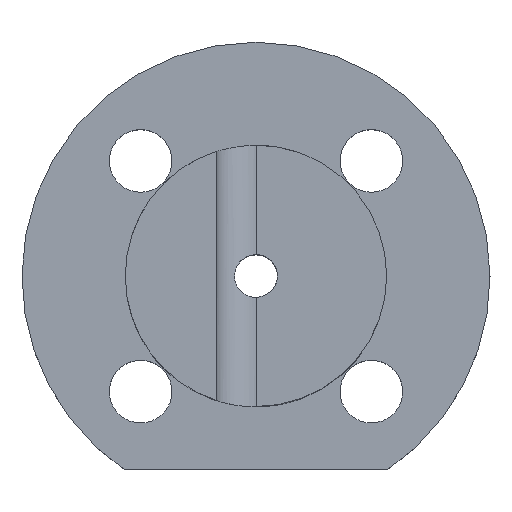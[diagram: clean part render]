
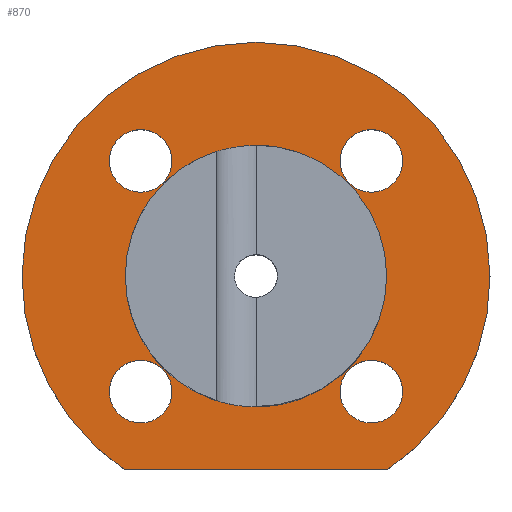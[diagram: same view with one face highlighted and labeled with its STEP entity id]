
A CAD part, top view. The second image highlights one B-rep face of the part: STEP entity #870.
In plain terms, the highlighted planar face has unit normal (0, 0, 1).
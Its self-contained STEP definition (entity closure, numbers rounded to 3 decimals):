
#2 = DIRECTION ( 'NONE',  ( 0., 0., -1. ) ) ;
#4 = CARTESIAN_POINT ( 'NONE',  ( 0., 0., 5. ) ) ;
#6 = DIRECTION ( 'NONE',  ( 1., 0., 0. ) ) ;
#18 = EDGE_LOOP ( 'NONE', ( #630, #711 ) ) ;
#19 = CARTESIAN_POINT ( 'NONE',  ( -22.251, -17.501, 5. ) ) ;
#25 = ORIENTED_EDGE ( 'NONE', *, *, #1019, .F. ) ;
#26 = DIRECTION ( 'NONE',  ( 1., 0., 0. ) ) ;
#33 = CARTESIAN_POINT ( 'NONE',  ( -20., -29.33, 5. ) ) ;
#43 = VERTEX_POINT ( 'NONE', #298 ) ;
#65 = CIRCLE ( 'NONE', #687, 4.75 ) ;
#67 = DIRECTION ( 'NONE',  ( 0., 0., 1. ) ) ;
#69 = DIRECTION ( 'NONE',  ( 0., 0., 1. ) ) ;
#74 = DIRECTION ( 'NONE',  ( 0., 0., -1. ) ) ;
#92 = CIRCLE ( 'NONE', #904, 4.75 ) ;
#93 = DIRECTION ( 'NONE',  ( 0., 0., 1. ) ) ;
#95 = VERTEX_POINT ( 'NONE', #462 ) ;
#105 = DIRECTION ( 'NONE',  ( 1., 0., 0. ) ) ;
#106 = CIRCLE ( 'NONE', #1035, 35.5 ) ;
#107 = ORIENTED_EDGE ( 'NONE', *, *, #241, .T. ) ;
#112 = CARTESIAN_POINT ( 'NONE',  ( 17.501, 17.501, 5. ) ) ;
#137 = EDGE_CURVE ( 'NONE', #43, #967, #727, .T. ) ;
#163 = FACE_BOUND ( 'NONE', #656, .T. ) ;
#170 = CARTESIAN_POINT ( 'NONE',  ( 0., 0., 5. ) ) ;
#182 = ORIENTED_EDGE ( 'NONE', *, *, #358, .T. ) ;
#191 = CARTESIAN_POINT ( 'NONE',  ( 22.251, 17.501, 5. ) ) ;
#200 = EDGE_CURVE ( 'NONE', #582, #930, #65, .T. ) ;
#206 = CARTESIAN_POINT ( 'NONE',  ( 0., 0., 5. ) ) ;
#213 = VERTEX_POINT ( 'NONE', #350 ) ;
#229 = VERTEX_POINT ( 'NONE', #842 ) ;
#230 = DIRECTION ( 'NONE',  ( 0., 0., -1. ) ) ;
#241 = EDGE_CURVE ( 'NONE', #95, #229, #106, .T. ) ;
#255 = CARTESIAN_POINT ( 'NONE',  ( 0., 0., 5. ) ) ;
#259 = AXIS2_PLACEMENT_3D ( 'NONE', #112, #788, #26 ) ;
#260 = CARTESIAN_POINT ( 'NONE',  ( 17.501, -17.501, 5. ) ) ;
#285 = VERTEX_POINT ( 'NONE', #191 ) ;
#292 = CARTESIAN_POINT ( 'NONE',  ( -12.751, -17.501, 5. ) ) ;
#298 = CARTESIAN_POINT ( 'NONE',  ( 22.251, -17.501, 5. ) ) ;
#311 = CARTESIAN_POINT ( 'NONE',  ( 17.501, 17.501, 5. ) ) ;
#320 = AXIS2_PLACEMENT_3D ( 'NONE', #170, #69, #505 ) ;
#330 = AXIS2_PLACEMENT_3D ( 'NONE', #4, #67, #654 ) ;
#347 = EDGE_LOOP ( 'NONE', ( #1089, #107, #182, #763 ) ) ;
#348 = CARTESIAN_POINT ( 'NONE',  ( -17.501, -17.501, 5. ) ) ;
#350 = CARTESIAN_POINT ( 'NONE',  ( 19.825, 0., 5. ) ) ;
#356 = VERTEX_POINT ( 'NONE', #550 ) ;
#358 = EDGE_CURVE ( 'NONE', #229, #356, #863, .T. ) ;
#376 = DIRECTION ( 'NONE',  ( 1., 0., 0. ) ) ;
#383 = CIRCLE ( 'NONE', #925, 4.75 ) ;
#386 = VERTEX_POINT ( 'NONE', #1044 ) ;
#399 = ORIENTED_EDGE ( 'NONE', *, *, #1087, .T. ) ;
#405 = ORIENTED_EDGE ( 'NONE', *, *, #815, .T. ) ;
#414 = CARTESIAN_POINT ( 'NONE',  ( -17.501, 17.501, 5. ) ) ;
#424 = CIRCLE ( 'NONE', #710, 4.75 ) ;
#430 = CIRCLE ( 'NONE', #816, 4.75 ) ;
#433 = VERTEX_POINT ( 'NONE', #668 ) ;
#434 = FACE_BOUND ( 'NONE', #548, .T. ) ;
#462 = CARTESIAN_POINT ( 'NONE',  ( 20., -29.33, 5. ) ) ;
#477 = DIRECTION ( 'NONE',  ( 1., 0., 0. ) ) ;
#489 = AXIS2_PLACEMENT_3D ( 'NONE', #414, #591, #598 ) ;
#490 = ORIENTED_EDGE ( 'NONE', *, *, #137, .T. ) ;
#501 = DIRECTION ( 'NONE',  ( 1., 0., 0. ) ) ;
#505 = DIRECTION ( 'NONE',  ( 1., 0., 0. ) ) ;
#521 = VECTOR ( 'NONE', #974, 1000. ) ;
#524 = CIRCLE ( 'NONE', #330, 19.825 ) ;
#532 = EDGE_LOOP ( 'NONE', ( #705, #405 ) ) ;
#537 = VERTEX_POINT ( 'NONE', #33 ) ;
#545 = AXIS2_PLACEMENT_3D ( 'NONE', #1049, #658, #797 ) ;
#548 = EDGE_LOOP ( 'NONE', ( #912, #25 ) ) ;
#550 = CARTESIAN_POINT ( 'NONE',  ( -35.5, 0., 5. ) ) ;
#565 = AXIS2_PLACEMENT_3D ( 'NONE', #255, #680, #1011 ) ;
#579 = CIRCLE ( 'NONE', #259, 4.75 ) ;
#582 = VERTEX_POINT ( 'NONE', #19 ) ;
#589 = CARTESIAN_POINT ( 'NONE',  ( -17.501, -17.501, 5. ) ) ;
#591 = DIRECTION ( 'NONE',  ( 0., 0., -1. ) ) ;
#598 = DIRECTION ( 'NONE',  ( 1., 0., 0. ) ) ;
#604 = FACE_BOUND ( 'NONE', #1036, .T. ) ;
#611 = CARTESIAN_POINT ( 'NONE',  ( -17.501, 17.501, 5. ) ) ;
#622 = EDGE_CURVE ( 'NONE', #865, #213, #908, .T. ) ;
#630 = ORIENTED_EDGE ( 'NONE', *, *, #748, .T. ) ;
#642 = LINE ( 'NONE', #1063, #521 ) ;
#644 = EDGE_CURVE ( 'NONE', #95, #537, #642, .T. ) ;
#654 = DIRECTION ( 'NONE',  ( 1., 0., 0. ) ) ;
#656 = EDGE_LOOP ( 'NONE', ( #733, #490 ) ) ;
#658 = DIRECTION ( 'NONE',  ( 0., 0., -1. ) ) ;
#668 = CARTESIAN_POINT ( 'NONE',  ( 12.751, 17.501, 5. ) ) ;
#674 = FACE_BOUND ( 'NONE', #18, .T. ) ;
#680 = DIRECTION ( 'NONE',  ( 0., 0., 1. ) ) ;
#687 = AXIS2_PLACEMENT_3D ( 'NONE', #589, #2, #501 ) ;
#693 = VERTEX_POINT ( 'NONE', #1058 ) ;
#702 = CIRCLE ( 'NONE', #489, 4.75 ) ;
#705 = ORIENTED_EDGE ( 'NONE', *, *, #200, .T. ) ;
#706 = CARTESIAN_POINT ( 'NONE',  ( 12.751, -17.501, 5. ) ) ;
#708 = AXIS2_PLACEMENT_3D ( 'NONE', #206, #871, #376 ) ;
#710 = AXIS2_PLACEMENT_3D ( 'NONE', #348, #74, #6 ) ;
#711 = ORIENTED_EDGE ( 'NONE', *, *, #957, .T. ) ;
#724 = DIRECTION ( 'NONE',  ( 1., 0., 0. ) ) ;
#727 = CIRCLE ( 'NONE', #545, 4.75 ) ;
#733 = ORIENTED_EDGE ( 'NONE', *, *, #1061, .T. ) ;
#748 = EDGE_CURVE ( 'NONE', #433, #285, #92, .T. ) ;
#761 = DIRECTION ( 'NONE',  ( 1., 0., 0. ) ) ;
#763 = ORIENTED_EDGE ( 'NONE', *, *, #798, .T. ) ;
#770 = ORIENTED_EDGE ( 'NONE', *, *, #910, .T. ) ;
#788 = DIRECTION ( 'NONE',  ( 0., 0., -1. ) ) ;
#797 = DIRECTION ( 'NONE',  ( 1., 0., 0. ) ) ;
#798 = EDGE_CURVE ( 'NONE', #356, #537, #985, .T. ) ;
#810 = DIRECTION ( 'NONE',  ( 0., 0., 1. ) ) ;
#815 = EDGE_CURVE ( 'NONE', #930, #582, #424, .T. ) ;
#816 = AXIS2_PLACEMENT_3D ( 'NONE', #611, #862, #1023 ) ;
#829 = PLANE ( 'NONE',  #320 ) ;
#842 = CARTESIAN_POINT ( 'NONE',  ( 35.5, 0., 5. ) ) ;
#849 = CARTESIAN_POINT ( 'NONE',  ( 0., 0., 5. ) ) ;
#862 = DIRECTION ( 'NONE',  ( 0., 0., -1. ) ) ;
#863 = CIRCLE ( 'NONE', #708, 35.5 ) ;
#865 = VERTEX_POINT ( 'NONE', #918 ) ;
#870 = ADVANCED_FACE ( 'NONE', ( #604, #674, #163, #922, #927, #434 ), #829, .T. ) ;
#871 = DIRECTION ( 'NONE',  ( 0., 0., 1. ) ) ;
#888 = CARTESIAN_POINT ( 'NONE',  ( 0., 0., 5. ) ) ;
#904 = AXIS2_PLACEMENT_3D ( 'NONE', #311, #230, #477 ) ;
#908 = CIRCLE ( 'NONE', #959, 19.825 ) ;
#910 = EDGE_CURVE ( 'NONE', #693, #386, #430, .T. ) ;
#912 = ORIENTED_EDGE ( 'NONE', *, *, #622, .F. ) ;
#918 = CARTESIAN_POINT ( 'NONE',  ( -19.825, 0., 5. ) ) ;
#922 = FACE_BOUND ( 'NONE', #532, .T. ) ;
#925 = AXIS2_PLACEMENT_3D ( 'NONE', #260, #1076, #761 ) ;
#927 = FACE_OUTER_BOUND ( 'NONE', #347, .T. ) ;
#930 = VERTEX_POINT ( 'NONE', #292 ) ;
#957 = EDGE_CURVE ( 'NONE', #285, #433, #579, .T. ) ;
#959 = AXIS2_PLACEMENT_3D ( 'NONE', #888, #810, #724 ) ;
#967 = VERTEX_POINT ( 'NONE', #706 ) ;
#974 = DIRECTION ( 'NONE',  ( -1., 0., 0. ) ) ;
#985 = CIRCLE ( 'NONE', #565, 35.5 ) ;
#1011 = DIRECTION ( 'NONE',  ( 1., 0., 0. ) ) ;
#1019 = EDGE_CURVE ( 'NONE', #213, #865, #524, .T. ) ;
#1023 = DIRECTION ( 'NONE',  ( 1., 0., 0. ) ) ;
#1035 = AXIS2_PLACEMENT_3D ( 'NONE', #849, #93, #105 ) ;
#1036 = EDGE_LOOP ( 'NONE', ( #770, #399 ) ) ;
#1044 = CARTESIAN_POINT ( 'NONE',  ( -12.751, 17.501, 5. ) ) ;
#1049 = CARTESIAN_POINT ( 'NONE',  ( 17.501, -17.501, 5. ) ) ;
#1058 = CARTESIAN_POINT ( 'NONE',  ( -22.251, 17.501, 5. ) ) ;
#1061 = EDGE_CURVE ( 'NONE', #967, #43, #383, .T. ) ;
#1063 = CARTESIAN_POINT ( 'NONE',  ( -20., -29.33, 5. ) ) ;
#1076 = DIRECTION ( 'NONE',  ( 0., 0., -1. ) ) ;
#1087 = EDGE_CURVE ( 'NONE', #386, #693, #702, .T. ) ;
#1089 = ORIENTED_EDGE ( 'NONE', *, *, #644, .F. ) ;
